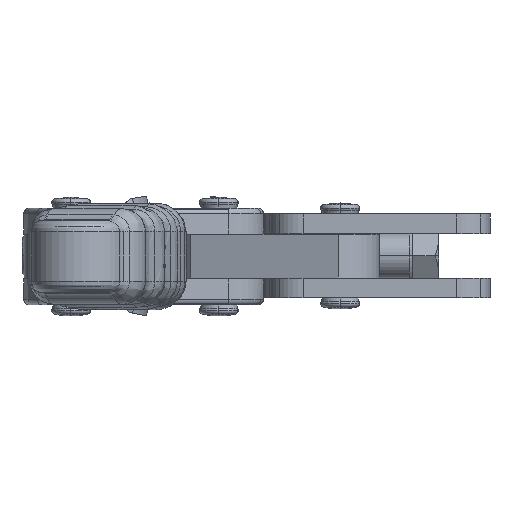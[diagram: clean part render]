
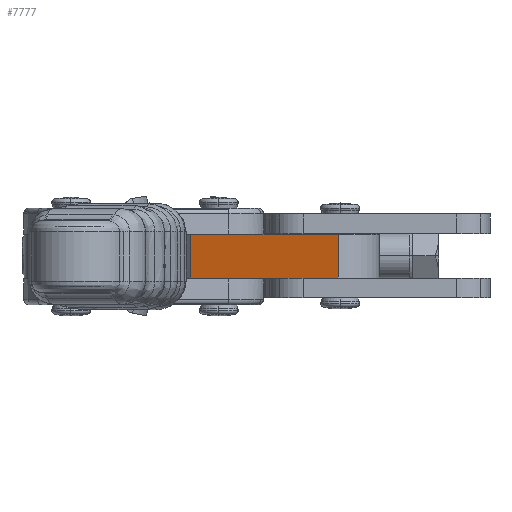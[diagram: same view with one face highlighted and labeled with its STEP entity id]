
A CAD part, left-side view. The second image highlights one B-rep face of the part: STEP entity #7777.
In plain terms, the highlighted face is planar.
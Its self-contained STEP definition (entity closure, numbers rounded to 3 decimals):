
#7618=CARTESIAN_POINT('',(-33.986,1.256,3.662));
#7619=VERTEX_POINT('',#7618);
#7627=CARTESIAN_POINT('',(-23.977,27.349,3.662));
#7628=VERTEX_POINT('',#7627);
#7629=CARTESIAN_POINT('',(-23.977,27.349,3.662));
#7630=DIRECTION('',(-0.358,-0.934,0.));
#7631=VECTOR('',#7630,27.946);
#7632=LINE('',#7629,#7631);
#7633=EDGE_CURVE('',#7628,#7619,#7632,.T.);
#7665=CARTESIAN_POINT('',(-23.977,27.349,11.6));
#7666=VERTEX_POINT('',#7665);
#7674=CARTESIAN_POINT('',(-33.986,1.256,11.6));
#7675=VERTEX_POINT('',#7674);
#7676=CARTESIAN_POINT('',(-33.986,1.256,11.6));
#7677=DIRECTION('',(0.358,0.934,0.0));
#7678=VECTOR('',#7677,27.946);
#7679=LINE('',#7676,#7678);
#7680=EDGE_CURVE('',#7675,#7666,#7679,.T.);
#7750=CARTESIAN_POINT('',(-33.986,1.256,3.662));
#7751=DIRECTION('',(0.0,0.0,1.0));
#7752=VECTOR('',#7751,7.938);
#7753=LINE('',#7750,#7752);
#7754=EDGE_CURVE('',#7619,#7675,#7753,.T.);
#7761=CARTESIAN_POINT('',(-33.986,1.256,7.631));
#7762=DIRECTION('',(-0.934,0.358,0.));
#7763=DIRECTION('',(0.0,0.0,-1.0));
#7764=AXIS2_PLACEMENT_3D('',#7761,#7762,#7763);
#7765=PLANE('',#7764);
#7766=ORIENTED_EDGE('',*,*,#7680,.T.);
#7767=CARTESIAN_POINT('',(-23.977,27.349,3.662));
#7768=DIRECTION('',(0.0,0.0,1.0));
#7769=VECTOR('',#7768,7.938);
#7770=LINE('',#7767,#7769);
#7771=EDGE_CURVE('',#7628,#7666,#7770,.T.);
#7772=ORIENTED_EDGE('',*,*,#7771,.F.);
#7773=ORIENTED_EDGE('',*,*,#7633,.T.);
#7774=ORIENTED_EDGE('',*,*,#7754,.T.);
#7775=EDGE_LOOP('',(#7766,#7772,#7773,#7774));
#7776=FACE_OUTER_BOUND('',#7775,.T.);
#7777=ADVANCED_FACE('',(#7776),#7765,.T.);
